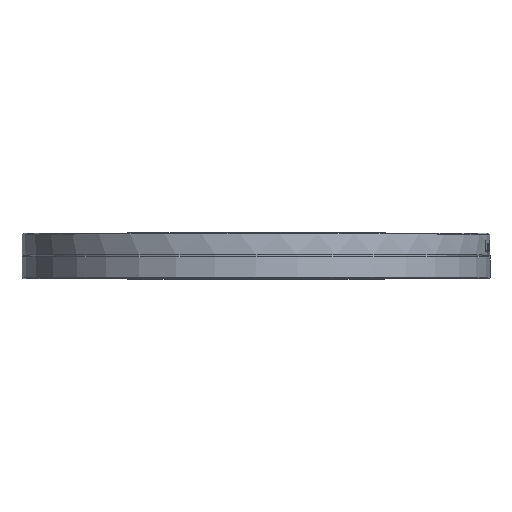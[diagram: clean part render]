
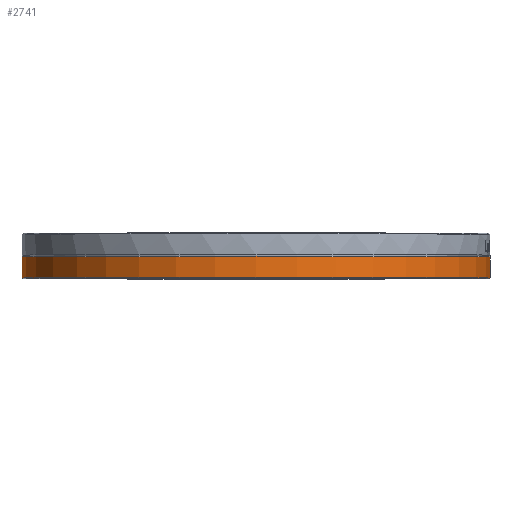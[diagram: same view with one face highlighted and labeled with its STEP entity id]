
A CAD part, top view. The second image highlights one B-rep face of the part: STEP entity #2741.
In plain terms, the highlighted cylindrical face has radius 127 mm (diameter 254 mm), a full revolution.
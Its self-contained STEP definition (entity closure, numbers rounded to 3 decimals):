
#387=CYLINDRICAL_SURFACE('',#2969,127.);
#487=FACE_BOUND('',#811,.T.);
#603=FACE_OUTER_BOUND('',#810,.T.);
#810=EDGE_LOOP('',(#1964));
#811=EDGE_LOOP('',(#1965));
#1104=CIRCLE('',#2942,127.);
#1130=CIRCLE('',#2970,127.);
#1276=VERTEX_POINT('',#3961);
#1302=VERTEX_POINT('',#4015);
#1562=EDGE_CURVE('',#1276,#1276,#1104,.T.);
#1588=EDGE_CURVE('',#1302,#1302,#1130,.T.);
#1964=ORIENTED_EDGE('',*,*,#1588,.F.);
#1965=ORIENTED_EDGE('',*,*,#1562,.F.);
#2741=ADVANCED_FACE('',(#603,#487),#387,.T.);
#2942=AXIS2_PLACEMENT_3D('',#3962,#3246,#3247);
#2969=AXIS2_PLACEMENT_3D('',#4014,#3300,#3301);
#2970=AXIS2_PLACEMENT_3D('',#4016,#3302,#3303);
#3246=DIRECTION('center_axis',(0.,-1.,0.));
#3247=DIRECTION('ref_axis',(1.,0.,0.));
#3300=DIRECTION('center_axis',(0.,1.,0.));
#3301=DIRECTION('ref_axis',(-1.,0.,0.));
#3302=DIRECTION('center_axis',(0.,1.,0.));
#3303=DIRECTION('ref_axis',(1.,0.,0.));
#3961=CARTESIAN_POINT('',(-127.,0.5,0.));
#3962=CARTESIAN_POINT('Origin',(0.,0.5,0.));
#4014=CARTESIAN_POINT('Origin',(0.,5.906,0.));
#4015=CARTESIAN_POINT('',(-127.,11.813,0.));
#4016=CARTESIAN_POINT('Origin',(0.,11.813,0.));
